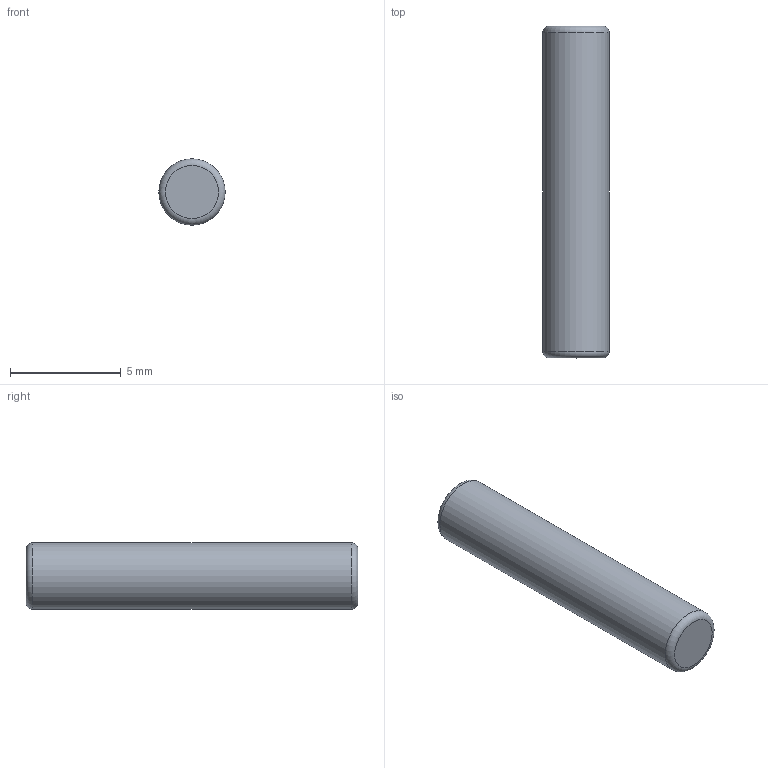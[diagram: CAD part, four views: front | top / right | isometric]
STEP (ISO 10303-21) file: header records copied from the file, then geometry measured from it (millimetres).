
FILE_DESCRIPTION((' '),'2;1');
FILE_NAME( 'BRIDGE_3.stp', '2024-04-03T16:35:05', (' '), ('--- ---'), ' V2024.1 Dec 29 2023', ' 2024 (c)', ' ');
FILE_SCHEMA(('AP242_MANAGED_MODEL_BASED_3D_ENGINEERING_MIM_LF { 1 0 10303 442 1 1 4 }'));
Length unit declared in the file: millimetre
Products named in the file (1): BRIDGE_3
Bounding box: 3 x 15 x 3 mm (x, y, z)
Volume: 103.1 mm3; surface area: 159 mm2
Topology: 1 solids, 1 shells, 12 faces, 25 edges, 16 vertices
Faces by surface type: plane 9, torus 2, cylinder 1
Full cylindrical faces by diameter (mm): 3 x1
Entity records: 418 total; most frequent: DIRECTION 76, CARTESIAN_POINT 67, ORIENTED_EDGE 44, AXIS2_PLACEMENT_3D 29, EDGE_CURVE 22, VECTOR 18, LINE 18, VERTEX_POINT 16
